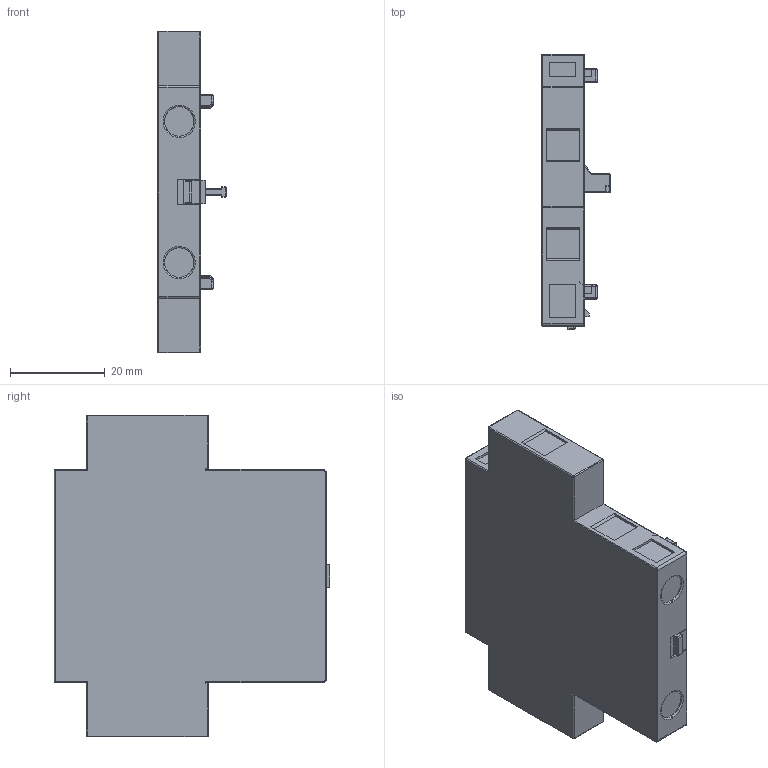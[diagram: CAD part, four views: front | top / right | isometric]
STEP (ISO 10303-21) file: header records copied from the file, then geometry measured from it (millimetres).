
FILE_DESCRIPTION (( 'STEP AP214' ), '1' );
FILE_NAME ('ARMAT Êîíòàêò äîï. äëÿ SDM ðàíí. çàì. 1NO 10À IEK.STEP', '2025-02-18T09:44:06', ( '' ), ( '' ), 'SwSTEP 2.0', 'SolidWorks 2022', '' );
FILE_SCHEMA (( 'AUTOMOTIVE_DESIGN' ));
Length unit declared in the file: millimetre
Products named in the file (1): ARMAT Контакт доп. для SDM ранн. зам. 1NO 10А IEK
Bounding box: 14.4 x 58.2 x 68 mm (x, y, z)
Volume: 28497.5 mm3; surface area: 8873 mm2
Topology: 1 solids, 1 shells, 286 faces, 698 edges, 404 vertices
Faces by surface type: plane 139, cylinder 97, sphere 26, torus 20, bspline 4
Entity records: 11208 total; most frequent: CARTESIAN_POINT 1593, DIRECTION 1416, ORIENTED_EDGE 1344, EDGE_CURVE 672, AXIS2_PLACEMENT_3D 482, LINE 452, VECTOR 452, VERTEX_POINT 404
